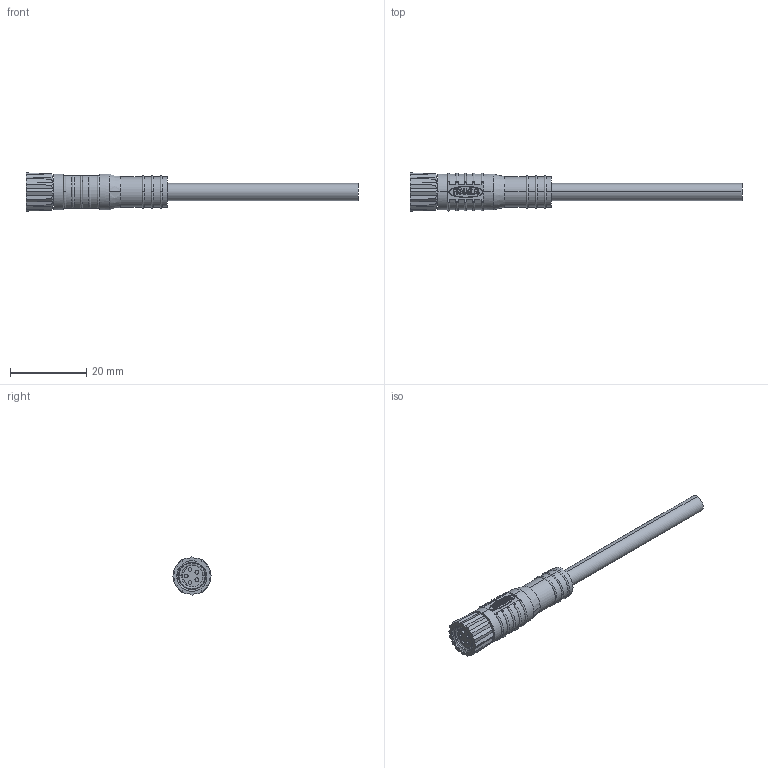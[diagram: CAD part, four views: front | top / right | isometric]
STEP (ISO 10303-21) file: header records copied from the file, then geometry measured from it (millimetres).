
FILE_DESCRIPTION (( 'STEP AP203' ), '1' );
FILE_NAME ('P25.STEP', '2020-04-27T02:07:43', ( 'edpusr' ), ( 'Microsoft' ), 'SwSTEP 2.0', 'SolidWorks 2015', '' );
FILE_SCHEMA (( 'CONFIG_CONTROL_DESIGN' ));
Length unit declared in the file: millimetre
Products named in the file (1): P25
Bounding box: 87 x 10 x 10 mm (x, y, z)
Volume: 3227.8 mm3; surface area: 2792.9 mm2
Topology: 6 solids, 6 shells, 675 faces, 1856 edges, 1232 vertices
Faces by surface type: plane 362, bspline 200, cylinder 70, torus 23, cone 20
Entity records: 30421 total; most frequent: CARTESIAN_POINT 14533, ORIENTED_EDGE 3712, DIRECTION 2530, EDGE_CURVE 1856, VERTEX_POINT 1232, LINE 1192, VECTOR 1192, EDGE_LOOP 722
